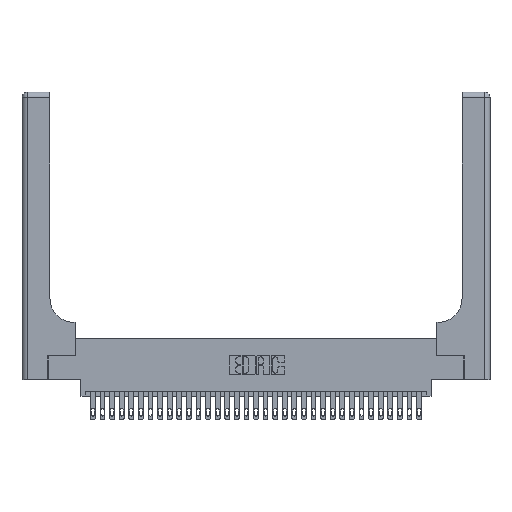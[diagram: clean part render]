
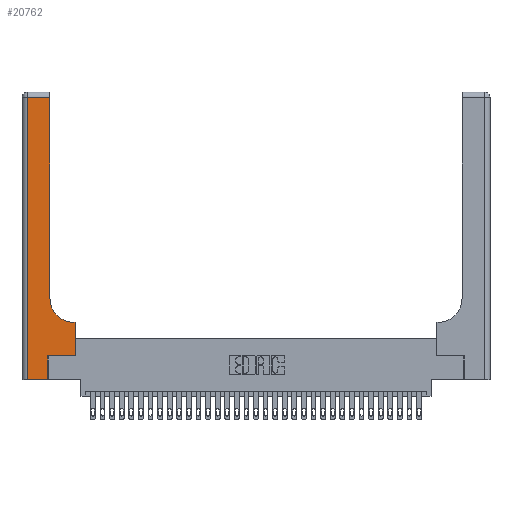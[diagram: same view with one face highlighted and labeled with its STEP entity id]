
A CAD part, top view. The second image highlights one B-rep face of the part: STEP entity #20762.
In plain terms, the highlighted planar face has unit normal (0, 0, 1).
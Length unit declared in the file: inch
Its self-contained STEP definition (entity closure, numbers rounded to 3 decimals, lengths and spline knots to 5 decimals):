
#333 = DIRECTION ( 'NONE',  ( 1., 0., 0. ) ) ;
#589 = VERTEX_POINT ( 'NONE', #23493 ) ;
#784 = VECTOR ( 'NONE', #15387, 39.37008 ) ;
#863 = ORIENTED_EDGE ( 'NONE', *, *, #16937, .T. ) ;
#1224 = VERTEX_POINT ( 'NONE', #8322 ) ;
#2238 = VERTEX_POINT ( 'NONE', #22610 ) ;
#2917 = VECTOR ( 'NONE', #21518, 39.37008 ) ;
#3435 = ORIENTED_EDGE ( 'NONE', *, *, #14160, .T. ) ;
#3475 = EDGE_CURVE ( 'NONE', #27665, #29277, #19775, .T. ) ;
#5242 = ORIENTED_EDGE ( 'NONE', *, *, #12659, .T. ) ;
#5509 = CARTESIAN_POINT ( 'NONE',  ( 0.269, 0., 0.37 ) ) ;
#6062 = VERTEX_POINT ( 'NONE', #5509 ) ;
#6176 = VECTOR ( 'NONE', #8217, 39.37008 ) ;
#8217 = DIRECTION ( 'NONE',  ( 1., 0., 0. ) ) ;
#8322 = CARTESIAN_POINT ( 'NONE',  ( 0.5585, 0.25, 0.37 ) ) ;
#8338 = ORIENTED_EDGE ( 'NONE', *, *, #32428, .T. ) ;
#9862 = DIRECTION ( 'NONE',  ( 0., 1., 0. ) ) ;
#11327 = CARTESIAN_POINT ( 'NONE',  ( 0.2915, 0.6, 0.37 ) ) ;
#12047 = VECTOR ( 'NONE', #17149, 39.37008 ) ;
#12659 = EDGE_CURVE ( 'NONE', #1224, #31449, #30588, .T. ) ;
#12825 = VECTOR ( 'NONE', #9862, 39.37008 ) ;
#12869 = LINE ( 'NONE', #23234, #20190 ) ;
#12883 = VERTEX_POINT ( 'NONE', #30045 ) ;
#13830 = LINE ( 'NONE', #23156, #31307 ) ;
#14018 = CARTESIAN_POINT ( 'NONE',  ( 0.5585, 0.25, 0.37 ) ) ;
#14160 = EDGE_CURVE ( 'NONE', #2238, #27648, #13830, .T. ) ;
#14290 = ORIENTED_EDGE ( 'NONE', *, *, #3475, .T. ) ;
#14530 = CARTESIAN_POINT ( 'NONE',  ( 0.2915, 3., 0.37 ) ) ;
#15387 = DIRECTION ( 'NONE',  ( -1., 0., 0. ) ) ;
#15431 = LINE ( 'NONE', #28372, #784 ) ;
#15456 = ORIENTED_EDGE ( 'NONE', *, *, #22345, .T. ) ;
#15932 = LINE ( 'NONE', #18341, #6176 ) ;
#16292 = CARTESIAN_POINT ( 'NONE',  ( 0.2915, 2.94, 0.37 ) ) ;
#16937 = EDGE_CURVE ( 'NONE', #27648, #6062, #12869, .T. ) ;
#17149 = DIRECTION ( 'NONE',  ( 0., 1., 0. ) ) ;
#18341 = CARTESIAN_POINT ( 'NONE',  ( 0.269, 0.25, 0.37 ) ) ;
#18732 = DIRECTION ( 'NONE',  ( 0., 0., -1. ) ) ;
#18911 = CIRCLE ( 'NONE', #18945, 0.25 ) ;
#18945 = AXIS2_PLACEMENT_3D ( 'NONE', #29207, #18732, #333 ) ;
#19775 = LINE ( 'NONE', #14530, #12047 ) ;
#20189 = CARTESIAN_POINT ( 'NONE',  ( 0.269, 0., 0.37 ) ) ;
#20190 = VECTOR ( 'NONE', #28467, 39.37008 ) ;
#20762 = ADVANCED_FACE ( 'NONE', ( #25850 ), #29093, .F. ) ;
#21269 = EDGE_LOOP ( 'NONE', ( #14290, #28174, #3435, #863, #8338, #33468, #5242, #15456, #33435 ) ) ;
#21518 = DIRECTION ( 'NONE',  ( 0., 1., 0. ) ) ;
#21617 = CARTESIAN_POINT ( 'NONE',  ( 0.5585, 0.6, 0.37 ) ) ;
#21670 = EDGE_CURVE ( 'NONE', #589, #27665, #18911, .T. ) ;
#22345 = EDGE_CURVE ( 'NONE', #31449, #589, #22547, .T. ) ;
#22547 = LINE ( 'NONE', #11327, #29035 ) ;
#22610 = CARTESIAN_POINT ( 'NONE',  ( 0.06, 2.94, 0.37 ) ) ;
#23156 = CARTESIAN_POINT ( 'NONE',  ( 0.06, 3., 0.37 ) ) ;
#23234 = CARTESIAN_POINT ( 'NONE',  ( 0., 0., 0.37 ) ) ;
#23493 = CARTESIAN_POINT ( 'NONE',  ( 0.5415, 0.6, 0.37 ) ) ;
#23866 = DIRECTION ( 'NONE',  ( -1., 0., 0. ) ) ;
#25850 = FACE_OUTER_BOUND ( 'NONE', #21269, .T. ) ;
#26679 = LINE ( 'NONE', #20189, #12825 ) ;
#27648 = VERTEX_POINT ( 'NONE', #33655 ) ;
#27665 = VERTEX_POINT ( 'NONE', #31051 ) ;
#27937 = DIRECTION ( 'NONE',  ( 0., -1., 0. ) ) ;
#28174 = ORIENTED_EDGE ( 'NONE', *, *, #31241, .T. ) ;
#28372 = CARTESIAN_POINT ( 'NONE',  ( 0., 2.94, 0.37 ) ) ;
#28467 = DIRECTION ( 'NONE',  ( 1., 0., 0. ) ) ;
#28663 = DIRECTION ( 'NONE',  ( 0., 0., -1. ) ) ;
#29035 = VECTOR ( 'NONE', #29409, 39.37008 ) ;
#29093 = PLANE ( 'NONE',  #32240 ) ;
#29152 = EDGE_CURVE ( 'NONE', #12883, #1224, #15932, .T. ) ;
#29207 = CARTESIAN_POINT ( 'NONE',  ( 0.5415, 0.85, 0.37 ) ) ;
#29277 = VERTEX_POINT ( 'NONE', #16292 ) ;
#29409 = DIRECTION ( 'NONE',  ( -1., 0., 0. ) ) ;
#30045 = CARTESIAN_POINT ( 'NONE',  ( 0.269, 0.25, 0.37 ) ) ;
#30588 = LINE ( 'NONE', #14018, #2917 ) ;
#31051 = CARTESIAN_POINT ( 'NONE',  ( 0.2915, 0.85, 0.37 ) ) ;
#31241 = EDGE_CURVE ( 'NONE', #29277, #2238, #15431, .T. ) ;
#31307 = VECTOR ( 'NONE', #27937, 39.37008 ) ;
#31449 = VERTEX_POINT ( 'NONE', #21617 ) ;
#31586 = CARTESIAN_POINT ( 'NONE',  ( 0., 3., 0.37 ) ) ;
#32240 = AXIS2_PLACEMENT_3D ( 'NONE', #31586, #28663, #23866 ) ;
#32428 = EDGE_CURVE ( 'NONE', #6062, #12883, #26679, .T. ) ;
#33435 = ORIENTED_EDGE ( 'NONE', *, *, #21670, .T. ) ;
#33468 = ORIENTED_EDGE ( 'NONE', *, *, #29152, .T. ) ;
#33655 = CARTESIAN_POINT ( 'NONE',  ( 0.06, 0., 0.37 ) ) ;
